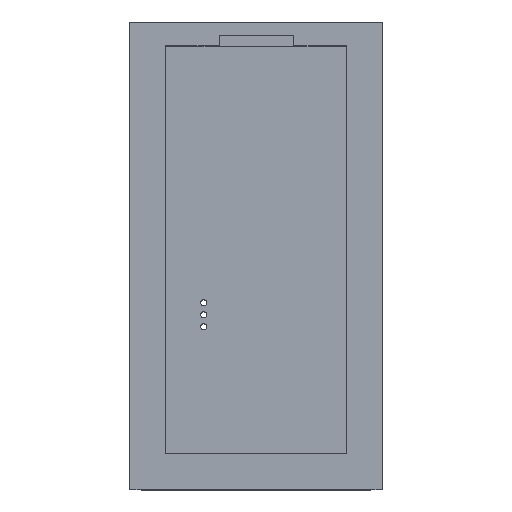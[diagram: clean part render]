
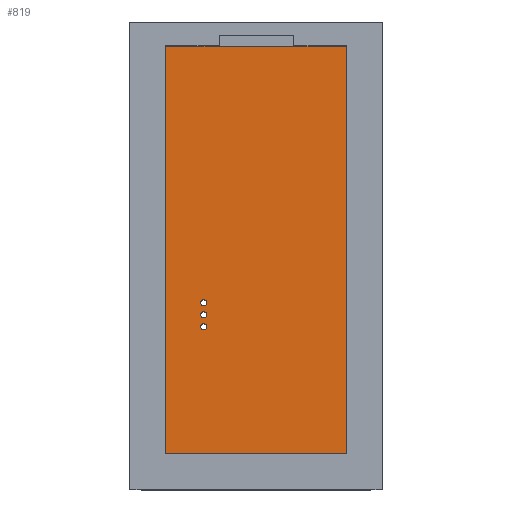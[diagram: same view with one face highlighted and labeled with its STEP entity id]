
A CAD part, top view. The second image highlights one B-rep face of the part: STEP entity #819.
In plain terms, the highlighted planar face has unit normal (0, 0, 1).
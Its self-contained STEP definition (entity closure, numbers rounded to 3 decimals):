
#20=FACE_BOUND('',#81,.T.);
#21=FACE_BOUND('',#82,.T.);
#22=FACE_BOUND('',#83,.T.);
#27=CIRCLE('',#877,0.25);
#28=CIRCLE('',#878,0.25);
#29=CIRCLE('',#879,0.25);
#38=FACE_OUTER_BOUND('',#80,.T.);
#80=EDGE_LOOP('',(#563,#564,#565,#566,#567,#568));
#81=EDGE_LOOP('',(#569));
#82=EDGE_LOOP('',(#570));
#83=EDGE_LOOP('',(#571));
#124=LINE('',#1132,#235);
#137=LINE('',#1158,#248);
#140=LINE('',#1164,#251);
#141=LINE('',#1166,#252);
#142=LINE('',#1168,#253);
#143=LINE('',#1169,#254);
#235=VECTOR('',#923,10.);
#248=VECTOR('',#944,10.);
#251=VECTOR('',#949,10.);
#252=VECTOR('',#950,10.);
#253=VECTOR('',#951,10.);
#254=VECTOR('',#952,10.);
#346=VERTEX_POINT('',#1130);
#347=VERTEX_POINT('',#1131);
#356=VERTEX_POINT('',#1157);
#358=VERTEX_POINT('',#1163);
#359=VERTEX_POINT('',#1165);
#360=VERTEX_POINT('',#1167);
#361=VERTEX_POINT('',#1170);
#362=VERTEX_POINT('',#1172);
#363=VERTEX_POINT('',#1174);
#424=EDGE_CURVE('',#346,#347,#124,.T.);
#437=EDGE_CURVE('',#356,#346,#137,.T.);
#440=EDGE_CURVE('',#347,#358,#140,.T.);
#441=EDGE_CURVE('',#358,#359,#141,.T.);
#442=EDGE_CURVE('',#359,#360,#142,.T.);
#443=EDGE_CURVE('',#360,#356,#143,.T.);
#444=EDGE_CURVE('',#361,#361,#27,.T.);
#445=EDGE_CURVE('',#362,#362,#28,.T.);
#446=EDGE_CURVE('',#363,#363,#29,.T.);
#563=ORIENTED_EDGE('',*,*,#424,.T.);
#564=ORIENTED_EDGE('',*,*,#440,.T.);
#565=ORIENTED_EDGE('',*,*,#441,.T.);
#566=ORIENTED_EDGE('',*,*,#442,.T.);
#567=ORIENTED_EDGE('',*,*,#443,.T.);
#568=ORIENTED_EDGE('',*,*,#437,.T.);
#569=ORIENTED_EDGE('',*,*,#444,.F.);
#570=ORIENTED_EDGE('',*,*,#445,.F.);
#571=ORIENTED_EDGE('',*,*,#446,.F.);
#780=PLANE('',#876);
#819=ADVANCED_FACE('',(#38,#20,#21,#22),#780,.F.);
#876=AXIS2_PLACEMENT_3D('',#1162,#947,#948);
#877=AXIS2_PLACEMENT_3D('',#1171,#953,#954);
#878=AXIS2_PLACEMENT_3D('',#1173,#955,#956);
#879=AXIS2_PLACEMENT_3D('',#1175,#957,#958);
#923=DIRECTION('',(-1.,0.,0.));
#944=DIRECTION('',(-1.,0.,0.));
#947=DIRECTION('center_axis',(0.,0.,-1.));
#948=DIRECTION('ref_axis',(-1.,0.,0.));
#949=DIRECTION('',(-1.,0.,0.));
#950=DIRECTION('',(0.,-1.,0.));
#951=DIRECTION('',(1.,0.,0.));
#952=DIRECTION('',(0.,1.,0.));
#953=DIRECTION('center_axis',(0.,0.,1.));
#954=DIRECTION('ref_axis',(-1.,0.,0.));
#955=DIRECTION('center_axis',(0.,0.,1.));
#956=DIRECTION('ref_axis',(-1.,0.,0.));
#957=DIRECTION('center_axis',(0.,0.,1.));
#958=DIRECTION('ref_axis',(-1.,0.,0.));
#1130=CARTESIAN_POINT('',(141.5,-103.3,0.));
#1131=CARTESIAN_POINT('',(133.,-103.3,0.));
#1132=CARTESIAN_POINT('',(133.475,-103.3,0.));
#1157=CARTESIAN_POINT('',(144.8,-103.3,0.));
#1158=CARTESIAN_POINT('',(138.825,-103.3,0.));
#1162=CARTESIAN_POINT('Origin',(137.25,-120.8,0.));
#1163=CARTESIAN_POINT('',(129.7,-103.3,0.));
#1164=CARTESIAN_POINT('',(133.475,-103.3,0.));
#1165=CARTESIAN_POINT('',(129.7,-138.3,0.));
#1166=CARTESIAN_POINT('',(129.7,-129.55,0.));
#1167=CARTESIAN_POINT('',(144.8,-138.3,0.));
#1168=CARTESIAN_POINT('',(141.025,-138.3,0.));
#1169=CARTESIAN_POINT('',(144.8,-112.05,0.));
#1170=CARTESIAN_POINT('',(133.15,-125.7,0.));
#1171=CARTESIAN_POINT('Origin',(132.9,-125.7,0.));
#1172=CARTESIAN_POINT('',(133.15,-126.7,0.));
#1173=CARTESIAN_POINT('Origin',(132.9,-126.7,0.));
#1174=CARTESIAN_POINT('',(133.15,-124.7,0.));
#1175=CARTESIAN_POINT('Origin',(132.9,-124.7,0.));
